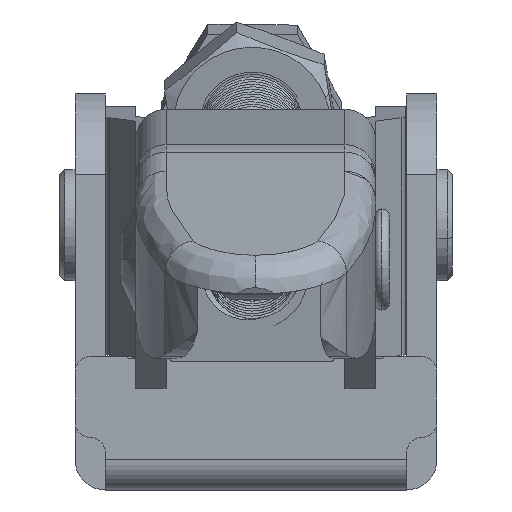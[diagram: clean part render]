
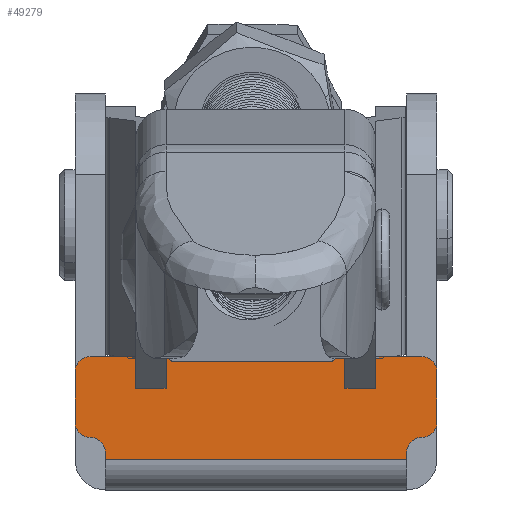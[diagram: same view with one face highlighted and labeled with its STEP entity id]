
A CAD part, left-side view. The second image highlights one B-rep face of the part: STEP entity #49279.
In plain terms, the highlighted planar face has unit normal (-1, 0, 0).
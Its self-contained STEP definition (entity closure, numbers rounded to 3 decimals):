
#10489 = DIRECTION ( 'NONE',  ( 0., 0., -1. ) ) ;
#10490 = VECTOR ( 'NONE', #10489, 1000. ) ;
#10491 = CARTESIAN_POINT ( 'NONE',  ( -44., 35.8, 3. ) ) ;
#10495 = LINE ( 'NONE', #10491, #10490 ) ;
#10533 = CARTESIAN_POINT ( 'NONE',  ( -44., 0., 11.7 ) ) ;
#10534 = DIRECTION ( 'NONE',  ( 0., 0., -1. ) ) ;
#10535 = VECTOR ( 'NONE', #10534, 1000. ) ;
#10536 = CARTESIAN_POINT ( 'NONE',  ( -44., 0., 3. ) ) ;
#10537 = LINE ( 'NONE', #10536, #10535 ) ;
#10538 = CARTESIAN_POINT ( 'NONE',  ( -44., 0., 6.7 ) ) ;
#10539 = DIRECTION ( 'NONE',  ( 0., 0., -1. ) ) ;
#10540 = DIRECTION ( 'NONE',  ( -1., 0., 0. ) ) ;
#10541 = CARTESIAN_POINT ( 'NONE',  ( -44., 1.5, 6.7 ) ) ;
#10542 = AXIS2_PLACEMENT_3D ( 'NONE', #10541, #10540, #10539 ) ;
#10543 = CIRCLE ( 'NONE', #10542, 1.5 ) ;
#10544 = CARTESIAN_POINT ( 'NONE',  ( -44., 1.5, 5.2 ) ) ;
#10545 = DIRECTION ( 'NONE',  ( 0., 0., -1. ) ) ;
#10546 = DIRECTION ( 'NONE',  ( 1., 0., 0. ) ) ;
#10547 = CARTESIAN_POINT ( 'NONE',  ( -44., 1.5, 3.7 ) ) ;
#10548 = AXIS2_PLACEMENT_3D ( 'NONE', #10547, #10546, #10545 ) ;
#10549 = CIRCLE ( 'NONE', #10548, 1.5 ) ;
#10550 = CARTESIAN_POINT ( 'NONE',  ( -44., 3., 3.7 ) ) ;
#10551 = DIRECTION ( 'NONE',  ( 0., 0., -1. ) ) ;
#10552 = VECTOR ( 'NONE', #10551, 1000. ) ;
#10553 = CARTESIAN_POINT ( 'NONE',  ( -44., 3., 0. ) ) ;
#10554 = LINE ( 'NONE', #10553, #10552 ) ;
#10555 = CARTESIAN_POINT ( 'NONE',  ( -44., 3., 3. ) ) ;
#10568 = CARTESIAN_POINT ( 'NONE',  ( -44., 35.8, 6.7 ) ) ;
#10569 = CARTESIAN_POINT ( 'NONE',  ( -44., 35.8, 11.7 ) ) ;
#10570 = DIRECTION ( 'NONE',  ( 0., -1., 0. ) ) ;
#10571 = VECTOR ( 'NONE', #10570, 1000. ) ;
#10572 = CARTESIAN_POINT ( 'NONE',  ( -44., -26.523, 3. ) ) ;
#10573 = LINE ( 'NONE', #10572, #10571 ) ;
#10574 = CARTESIAN_POINT ( 'NONE',  ( -44., 32.8, 3. ) ) ;
#10575 = DIRECTION ( 'NONE',  ( 0., 0., 1. ) ) ;
#10576 = VECTOR ( 'NONE', #10575, 1000. ) ;
#10577 = CARTESIAN_POINT ( 'NONE',  ( -44., 32.8, 0. ) ) ;
#10578 = LINE ( 'NONE', #10577, #10576 ) ;
#10579 = CARTESIAN_POINT ( 'NONE',  ( -44., 32.8, 3.7 ) ) ;
#10580 = DIRECTION ( 'NONE',  ( 0., 0., -1. ) ) ;
#10581 = DIRECTION ( 'NONE',  ( 1., 0., 0. ) ) ;
#10582 = CARTESIAN_POINT ( 'NONE',  ( -44., 34.3, 3.7 ) ) ;
#10583 = AXIS2_PLACEMENT_3D ( 'NONE', #10582, #10581, #10580 ) ;
#10584 = CIRCLE ( 'NONE', #10583, 1.5 ) ;
#10585 = CARTESIAN_POINT ( 'NONE',  ( -44., 34.3, 5.2 ) ) ;
#10586 = DIRECTION ( 'NONE',  ( 0., 0., -1. ) ) ;
#10587 = DIRECTION ( 'NONE',  ( -1., 0., 0. ) ) ;
#10588 = AXIS2_PLACEMENT_3D ( 'NONE', #10595, #10587, #10586 ) ;
#10589 = CIRCLE ( 'NONE', #10588, 1.5 ) ;
#10590 = DIRECTION ( 'NONE',  ( 0., 0., -1. ) ) ;
#10591 = DIRECTION ( 'NONE',  ( -1., 0., 0. ) ) ;
#10592 = CARTESIAN_POINT ( 'NONE',  ( -44., 34.3, 11.7 ) ) ;
#10593 = AXIS2_PLACEMENT_3D ( 'NONE', #10592, #10591, #10590 ) ;
#10594 = CIRCLE ( 'NONE', #10593, 1.5 ) ;
#10595 = CARTESIAN_POINT ( 'NONE',  ( -44., 34.3, 6.7 ) ) ;
#10603 = CARTESIAN_POINT ( 'NONE',  ( -44., 1.5, 13.2 ) ) ;
#10604 = CARTESIAN_POINT ( 'NONE',  ( -44., 34.3, 13.2 ) ) ;
#10605 = DIRECTION ( 'NONE',  ( 0., -1., 0. ) ) ;
#10606 = VECTOR ( 'NONE', #10605, 1000. ) ;
#10607 = CARTESIAN_POINT ( 'NONE',  ( -44., 17.9, 13.2 ) ) ;
#10608 = DIRECTION ( 'NONE',  ( 0., 0., -1. ) ) ;
#10609 = DIRECTION ( 'NONE',  ( 1., 0., 0. ) ) ;
#10610 = AXIS2_PLACEMENT_3D ( 'NONE', #10612, #10609, #10608 ) ;
#10611 = LINE ( 'NONE', #10607, #10606 ) ;
#10612 = CARTESIAN_POINT ( 'NONE',  ( -44., -26.523, 3. ) ) ;
#10613 = PLANE ( 'NONE',  #10610 ) ;
#10614 = FACE_OUTER_BOUND ( 'NONE', #49281, .T. ) ;
#10666 = DIRECTION ( 'NONE',  ( 0., 0., -1. ) ) ;
#10667 = DIRECTION ( 'NONE',  ( -1., 0., 0. ) ) ;
#10668 = CARTESIAN_POINT ( 'NONE',  ( -44., 1.5, 11.7 ) ) ;
#10669 = AXIS2_PLACEMENT_3D ( 'NONE', #10668, #10667, #10666 ) ;
#10670 = CIRCLE ( 'NONE', #10669, 1.5 ) ;
#49160 = EDGE_CURVE ( 'NONE', #49262, #49263, #10495, .T. ) ;
#49215 = VERTEX_POINT ( 'NONE', #10555 ) ;
#49216 = ORIENTED_EDGE ( 'NONE', *, *, #49217, .F. ) ;
#49217 = EDGE_CURVE ( 'NONE', #49218, #49215, #10554, .T. ) ;
#49218 = VERTEX_POINT ( 'NONE', #10550 ) ;
#49219 = ORIENTED_EDGE ( 'NONE', *, *, #49220, .T. ) ;
#49220 = EDGE_CURVE ( 'NONE', #49218, #49221, #10549, .T. ) ;
#49221 = VERTEX_POINT ( 'NONE', #10544 ) ;
#49222 = ORIENTED_EDGE ( 'NONE', *, *, #49223, .T. ) ;
#49223 = EDGE_CURVE ( 'NONE', #49221, #49225, #10543, .T. ) ;
#49225 = VERTEX_POINT ( 'NONE', #10538 ) ;
#49227 = ORIENTED_EDGE ( 'NONE', *, *, #49229, .F. ) ;
#49229 = EDGE_CURVE ( 'NONE', #49231, #49225, #10537, .T. ) ;
#49231 = VERTEX_POINT ( 'NONE', #10533 ) ;
#49233 = ORIENTED_EDGE ( 'NONE', *, *, #49235, .T. ) ;
#49235 = EDGE_CURVE ( 'NONE', #49287, #49262, #10594, .T. ) ;
#49237 = ORIENTED_EDGE ( 'NONE', *, *, #49160, .T. ) ;
#49239 = ORIENTED_EDGE ( 'NONE', *, *, #49241, .T. ) ;
#49241 = EDGE_CURVE ( 'NONE', #49263, #49244, #10589, .T. ) ;
#49244 = VERTEX_POINT ( 'NONE', #10585 ) ;
#49246 = ORIENTED_EDGE ( 'NONE', *, *, #49248, .T. ) ;
#49248 = EDGE_CURVE ( 'NONE', #49244, #49250, #10584, .T. ) ;
#49250 = VERTEX_POINT ( 'NONE', #10579 ) ;
#49252 = ORIENTED_EDGE ( 'NONE', *, *, #49254, .F. ) ;
#49254 = EDGE_CURVE ( 'NONE', #49256, #49250, #10578, .T. ) ;
#49256 = VERTEX_POINT ( 'NONE', #10574 ) ;
#49258 = ORIENTED_EDGE ( 'NONE', *, *, #49259, .T. ) ;
#49259 = EDGE_CURVE ( 'NONE', #49256, #49215, #10573, .T. ) ;
#49262 = VERTEX_POINT ( 'NONE', #10569 ) ;
#49263 = VERTEX_POINT ( 'NONE', #10568 ) ;
#49279 = ADVANCED_FACE ( 'NONE', ( #10614 ), #10613, .F. ) ;
#49281 = EDGE_LOOP ( 'NONE', ( #49283, #49233, #49237, #49239, #49246, #49252, #49258, #49216, #49219, #49222, #49227, #49340 ) ) ;
#49283 = ORIENTED_EDGE ( 'NONE', *, *, #49285, .F. ) ;
#49285 = EDGE_CURVE ( 'NONE', #49287, #49289, #10611, .T. ) ;
#49287 = VERTEX_POINT ( 'NONE', #10604 ) ;
#49289 = VERTEX_POINT ( 'NONE', #10603 ) ;
#49340 = ORIENTED_EDGE ( 'NONE', *, *, #49341, .T. ) ;
#49341 = EDGE_CURVE ( 'NONE', #49231, #49289, #10670, .T. ) ;
